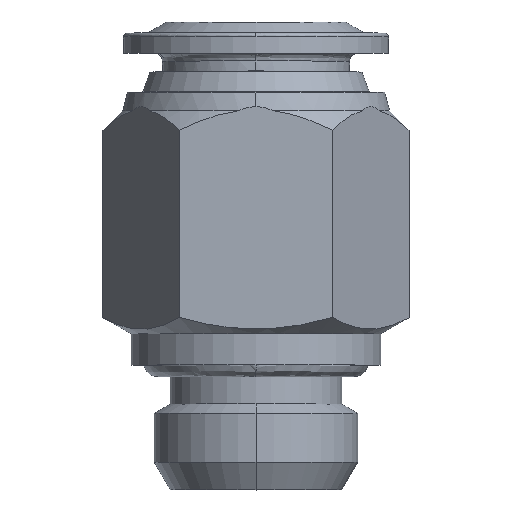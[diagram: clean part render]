
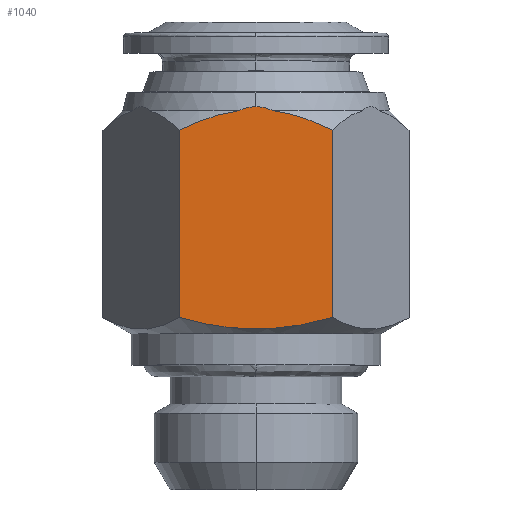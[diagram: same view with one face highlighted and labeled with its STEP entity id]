
A CAD part, top view. The second image highlights one B-rep face of the part: STEP entity #1040.
In plain terms, the highlighted planar face has unit normal (0, 0, 1).
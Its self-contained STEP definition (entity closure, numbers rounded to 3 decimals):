
#42 = VECTOR ( 'NONE', #2120, 1000. ) ;
#43 = LINE ( 'NONE', #2122, #42 ) ;
#44 = VECTOR ( 'NONE', #2166, 1000. ) ;
#46 = LINE ( 'NONE', #2167, #44 ) ;
#602 = CARTESIAN_POINT ( 'NONE',  ( 4.907, 11.048, 8.5 ) ) ;
#603 = CARTESIAN_POINT ( 'NONE',  ( 4.106, 10.816, 8.5 ) ) ;
#604 = CARTESIAN_POINT ( 'NONE',  ( 3.298, 10.626, 8.5 ) ) ;
#605 = CARTESIAN_POINT ( 'NONE',  ( 1.664, 10.361, 8.5 ) ) ;
#606 = CARTESIAN_POINT ( 'NONE',  ( 0.837, 10.289, 8.5 ) ) ;
#607 = CARTESIAN_POINT ( 'NONE',  ( -0.837, 10.289, 8.5 ) ) ;
#608 = CARTESIAN_POINT ( 'NONE',  ( -1.664, 10.361, 8.5 ) ) ;
#609 = CARTESIAN_POINT ( 'NONE',  ( -3.298, 10.626, 8.5 ) ) ;
#626 = CARTESIAN_POINT ( 'NONE',  ( -4.106, 10.816, 8.5 ) ) ;
#627 = CARTESIAN_POINT ( 'NONE',  ( -4.907, 11.048, 8.5 ) ) ;
#690 = CARTESIAN_POINT ( 'NONE',  ( 0., 24.567, 8.5 ) ) ;
#691 = CARTESIAN_POINT ( 'NONE',  ( 0.193, 24.567, 8.5 ) ) ;
#692 = CARTESIAN_POINT ( 'NONE',  ( 0.385, 24.542, 8.5 ) ) ;
#693 = CARTESIAN_POINT ( 'NONE',  ( 0.754, 24.45, 8.5 ) ) ;
#694 = CARTESIAN_POINT ( 'NONE',  ( 1.105, 24.3, 8.5 ) ) ;
#699 = CARTESIAN_POINT ( 'NONE',  ( 0.932, 24.383, 8.5 ) ) ;
#1040 = ADVANCED_FACE ( 'NONE', ( #1312 ), #2622, .T. ) ;
#1312 = FACE_OUTER_BOUND ( 'NONE', #1546, .T. ) ;
#1357 = VERTEX_POINT ( 'NONE', #3187 ) ;
#1373 = VERTEX_POINT ( 'NONE', #3143 ) ;
#1384 = VERTEX_POINT ( 'NONE', #3115 ) ;
#1402 = VERTEX_POINT ( 'NONE', #3065 ) ;
#1456 = VERTEX_POINT ( 'NONE', #2940 ) ;
#1462 = VERTEX_POINT ( 'NONE', #2928 ) ;
#1474 = VERTEX_POINT ( 'NONE', #2909 ) ;
#1546 = EDGE_LOOP ( 'NONE', ( #1895, #1896, #1897, #1898, #1899, #1900, #1901 ) ) ;
#1895 = ORIENTED_EDGE ( 'NONE', *, *, #3008, .T. ) ;
#1896 = ORIENTED_EDGE ( 'NONE', *, *, #3239, .F. ) ;
#1897 = ORIENTED_EDGE ( 'NONE', *, *, #3242, .T. ) ;
#1898 = ORIENTED_EDGE ( 'NONE', *, *, #2964, .T. ) ;
#1899 = ORIENTED_EDGE ( 'NONE', *, *, #3244, .T. ) ;
#1900 = ORIENTED_EDGE ( 'NONE', *, *, #3245, .T. ) ;
#1901 = ORIENTED_EDGE ( 'NONE', *, *, #3247, .F. ) ;
#2120 = DIRECTION ( 'NONE',  ( 0., 1., 0. ) ) ;
#2122 = CARTESIAN_POINT ( 'NONE',  ( -4.907, 17.418, 8.5 ) ) ;
#2124 = CARTESIAN_POINT ( 'NONE',  ( -4.907, 23.057, 8.5 ) ) ;
#2125 = CARTESIAN_POINT ( 'NONE',  ( -4.305, 23.358, 8.5 ) ) ;
#2127 = CARTESIAN_POINT ( 'NONE',  ( -3.688, 23.625, 8.5 ) ) ;
#2128 = CARTESIAN_POINT ( 'NONE',  ( -2.424, 24.053, 8.5 ) ) ;
#2132 = CARTESIAN_POINT ( 'NONE',  ( -1.105, 24.3, 8.5 ) ) ;
#2134 = CARTESIAN_POINT ( 'NONE',  ( -0.932, 24.383, 8.5 ) ) ;
#2135 = CARTESIAN_POINT ( 'NONE',  ( -0.75, 24.451, 8.5 ) ) ;
#2136 = CARTESIAN_POINT ( 'NONE',  ( -0.381, 24.543, 8.5 ) ) ;
#2137 = CARTESIAN_POINT ( 'NONE',  ( -1.105, 24.3, 8.5 ) ) ;
#2141 = CARTESIAN_POINT ( 'NONE',  ( -1.776, 24.213, 8.5 ) ) ;
#2142 = CARTESIAN_POINT ( 'NONE',  ( 1.105, 24.3, 8.5 ) ) ;
#2143 = CARTESIAN_POINT ( 'NONE',  ( 1.778, 24.213, 8.5 ) ) ;
#2145 = CARTESIAN_POINT ( 'NONE',  ( 2.427, 24.052, 8.5 ) ) ;
#2148 = CARTESIAN_POINT ( 'NONE',  ( 3.69, 23.624, 8.5 ) ) ;
#2150 = CARTESIAN_POINT ( 'NONE',  ( 0., 24.567, 8.5 ) ) ;
#2152 = CARTESIAN_POINT ( 'NONE',  ( -0.193, 24.567, 8.5 ) ) ;
#2157 = CARTESIAN_POINT ( 'NONE',  ( 4.305, 23.358, 8.5 ) ) ;
#2160 = CARTESIAN_POINT ( 'NONE',  ( 4.907, 23.057, 8.5 ) ) ;
#2166 = DIRECTION ( 'NONE',  ( 0., -1., 0. ) ) ;
#2167 = CARTESIAN_POINT ( 'NONE',  ( 4.907, 17.418, 8.5 ) ) ;
#2622 = PLANE ( 'NONE',  #2773 ) ;
#2773 = AXIS2_PLACEMENT_3D ( 'NONE', #3350, #3411, #3390 ) ;
#2909 = CARTESIAN_POINT ( 'NONE',  ( 4.907, 11.048, 8.5 ) ) ;
#2928 = CARTESIAN_POINT ( 'NONE',  ( 1.105, 24.3, 8.5 ) ) ;
#2940 = CARTESIAN_POINT ( 'NONE',  ( 0., 24.567, 8.5 ) ) ;
#2964 = EDGE_CURVE ( 'NONE', #1462, #1456, #3675, .T. ) ;
#3008 = EDGE_CURVE ( 'NONE', #1384, #1474, #3669, .T. ) ;
#3065 = CARTESIAN_POINT ( 'NONE',  ( 4.907, 23.057, 8.5 ) ) ;
#3115 = CARTESIAN_POINT ( 'NONE',  ( -4.907, 11.048, 8.5 ) ) ;
#3143 = CARTESIAN_POINT ( 'NONE',  ( -4.907, 23.057, 8.5 ) ) ;
#3187 = CARTESIAN_POINT ( 'NONE',  ( -1.105, 24.3, 8.5 ) ) ;
#3239 = EDGE_CURVE ( 'NONE', #1402, #1474, #46, .T. ) ;
#3242 = EDGE_CURVE ( 'NONE', #1402, #1462, #3643, .T. ) ;
#3244 = EDGE_CURVE ( 'NONE', #1456, #1357, #3642, .T. ) ;
#3245 = EDGE_CURVE ( 'NONE', #1357, #1373, #3641, .T. ) ;
#3247 = EDGE_CURVE ( 'NONE', #1384, #1373, #43, .T. ) ;
#3350 = CARTESIAN_POINT ( 'NONE',  ( -4.907, 10.203, 8.5 ) ) ;
#3390 = DIRECTION ( 'NONE',  ( 1., 0., 0. ) ) ;
#3411 = DIRECTION ( 'NONE',  ( 0., 0., 1. ) ) ;
#3641 = B_SPLINE_CURVE_WITH_KNOTS ( 'NONE', 3,
 ( #2137, #2141, #2128, #2127, #2125, #2124 ),
 .UNSPECIFIED., .F., .F.,
 ( 4, 2, 4 ),
 ( 0., 0.002, 0.004 ),
 .UNSPECIFIED. ) ;
#3642 = B_SPLINE_CURVE_WITH_KNOTS ( 'NONE', 3,
 ( #2150, #2152, #2136, #2135, #2134, #2132 ),
 .UNSPECIFIED., .F., .F.,
 ( 4, 2, 4 ),
 ( 0., 0.001, 0.001 ),
 .UNSPECIFIED. ) ;
#3643 = B_SPLINE_CURVE_WITH_KNOTS ( 'NONE', 3,
 ( #2160, #2157, #2148, #2145, #2143, #2142 ),
 .UNSPECIFIED., .F., .F.,
 ( 4, 2, 4 ),
 ( 0., 0.002, 0.004 ),
 .UNSPECIFIED. ) ;
#3669 = B_SPLINE_CURVE_WITH_KNOTS ( 'NONE', 3,
 ( #627, #626, #609, #608, #607, #606, #605, #604, #603, #602 ),
 .UNSPECIFIED., .F., .F.,
 ( 4, 2, 2, 2, 4 ),
 ( 0., 0.002, 0.005, 0.007, 0.01 ),
 .UNSPECIFIED. ) ;
#3675 = B_SPLINE_CURVE_WITH_KNOTS ( 'NONE', 3,
 ( #694, #699, #693, #692, #691, #690 ),
 .UNSPECIFIED., .F., .F.,
 ( 4, 2, 4 ),
 ( -0.001, -0.001, 0. ),
 .UNSPECIFIED. ) ;
